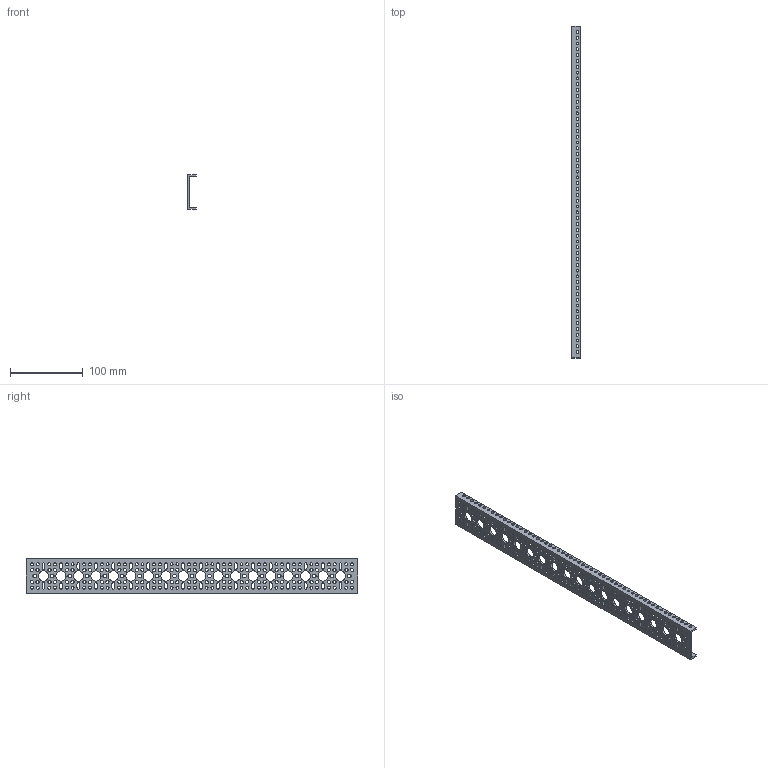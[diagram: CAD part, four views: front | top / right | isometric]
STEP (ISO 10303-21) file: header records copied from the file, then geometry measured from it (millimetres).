
FILE_DESCRIPTION (( 'STEP AP203' ), '1' );
FILE_NAME ('1107-0018-0456 rev1.STEP', '2017-05-12T19:35:38', ( '' ), ( '' ), 'SwSTEP 2.0', 'SolidWorks 2016', '' );
FILE_SCHEMA (( 'CONFIG_CONTROL_DESIGN' ));
Length unit declared in the file: millimetre
Products named in the file (1): 1107-0018-0456 rev1
Bounding box: 12 x 456 x 48 mm (x, y, z)
Volume: 56961.7 mm3; surface area: 61419.9 mm2
Topology: 1 solids, 1 shells, 1040 faces, 3114 edges, 2076 vertices
Faces by surface type: cylinder 768, plane 272
Entity records: 37239 total; most frequent: DIRECTION 6732, CARTESIAN_POINT 6231, ORIENTED_EDGE 6228, EDGE_CURVE 3114, AXIS2_PLACEMENT_3D 2577, VERTEX_POINT 2076, EDGE_LOOP 1714, VECTOR 1578
